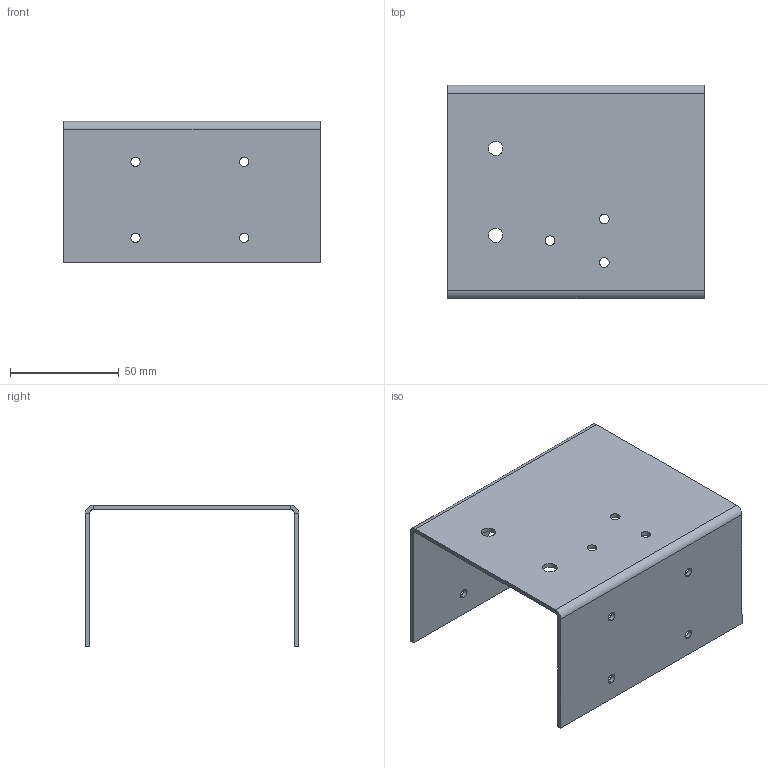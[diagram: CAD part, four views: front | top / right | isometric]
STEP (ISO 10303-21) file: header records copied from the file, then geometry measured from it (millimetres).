
FILE_DESCRIPTION (( 'STEP AP203' ), '1' );
FILE_NAME ('right_spine_front_Default_sldprt.STEP', '2024-06-10T11:30:56', ( '' ), ( '' ), 'SwSTEP 2.0', 'SolidWorks 2020', '' );
FILE_SCHEMA (( 'CONFIG_CONTROL_DESIGN' ));
Length unit declared in the file: millimetre
Products named in the file (1): right_spine_front_Default_sldprt
Bounding box: 118 x 98.2 x 65 mm (x, y, z)
Volume: 51791.2 mm3; surface area: 53615.4 mm2
Topology: 1 solids, 1 shells, 52 faces, 134 edges, 84 vertices
Faces by surface type: cylinder 34, plane 18
Entity records: 1735 total; most frequent: DIRECTION 308, CARTESIAN_POINT 271, ORIENTED_EDGE 268, EDGE_CURVE 134, AXIS2_PLACEMENT_3D 121, VERTEX_POINT 84, EDGE_LOOP 82, CIRCLE 68
